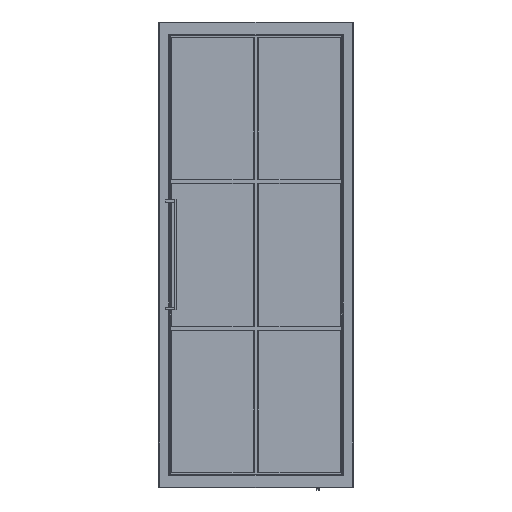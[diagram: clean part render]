
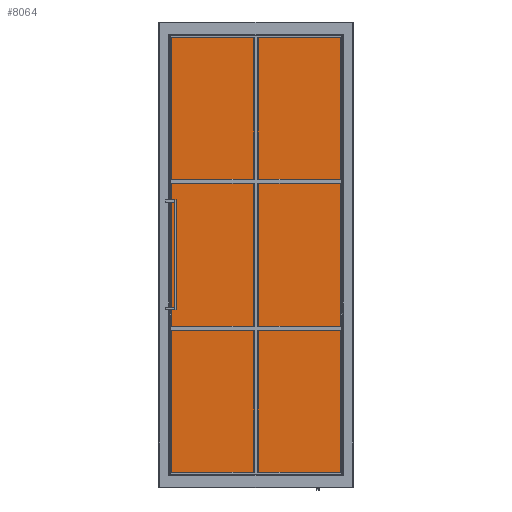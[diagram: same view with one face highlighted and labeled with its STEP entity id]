
A CAD part, top view. The second image highlights one B-rep face of the part: STEP entity #8064.
In plain terms, the highlighted planar face has unit normal (0, 0, 1).
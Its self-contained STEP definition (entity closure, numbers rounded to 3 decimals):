
#59 = EDGE_LOOP ( 'NONE', ( #4230, #2372, #6634, #1328 ) ) ;
#141 = VERTEX_POINT ( 'NONE', #5915 ) ;
#521 = VERTEX_POINT ( 'NONE', #1929 ) ;
#765 = DIRECTION ( 'NONE',  ( 0., 1., 0. ) ) ;
#954 = DIRECTION ( 'NONE',  ( -1., 0., 0. ) ) ;
#1312 = LINE ( 'NONE', #5707, #6203 ) ;
#1328 = ORIENTED_EDGE ( 'NONE', *, *, #7761, .T. ) ;
#1852 = DIRECTION ( 'NONE',  ( 1., 0., 0. ) ) ;
#1929 = CARTESIAN_POINT ( 'NONE',  ( -455.367, 525.367, 4. ) ) ;
#2198 = VERTEX_POINT ( 'NONE', #7061 ) ;
#2360 = PLANE ( 'NONE',  #4032 ) ;
#2372 = ORIENTED_EDGE ( 'NONE', *, *, #5522, .T. ) ;
#2476 = VECTOR ( 'NONE', #7494, 1000. ) ;
#3665 = CARTESIAN_POINT ( 'NONE',  ( 0., -1470.633, 4. ) ) ;
#3761 = EDGE_CURVE ( 'NONE', #521, #2198, #1312, .T. ) ;
#3896 = EDGE_CURVE ( 'NONE', #5089, #141, #4579, .T. ) ;
#4032 = AXIS2_PLACEMENT_3D ( 'NONE', #7478, #6255, #1852 ) ;
#4230 = ORIENTED_EDGE ( 'NONE', *, *, #3896, .T. ) ;
#4579 = LINE ( 'NONE', #5878, #6476 ) ;
#5089 = VERTEX_POINT ( 'NONE', #6047 ) ;
#5470 = CARTESIAN_POINT ( 'NONE',  ( 0., 525.367, 4. ) ) ;
#5522 = EDGE_CURVE ( 'NONE', #141, #521, #7767, .T. ) ;
#5707 = CARTESIAN_POINT ( 'NONE',  ( -455.367, 0., 4. ) ) ;
#5878 = CARTESIAN_POINT ( 'NONE',  ( 325.633, 0., 4. ) ) ;
#5915 = CARTESIAN_POINT ( 'NONE',  ( 325.633, 525.367, 4. ) ) ;
#6047 = CARTESIAN_POINT ( 'NONE',  ( 325.633, -1470.633, 4. ) ) ;
#6189 = LINE ( 'NONE', #3665, #2476 ) ;
#6203 = VECTOR ( 'NONE', #6430, 1000. ) ;
#6255 = DIRECTION ( 'NONE',  ( 0., 0., 1. ) ) ;
#6430 = DIRECTION ( 'NONE',  ( 0., -1., 0. ) ) ;
#6476 = VECTOR ( 'NONE', #765, 1000. ) ;
#6634 = ORIENTED_EDGE ( 'NONE', *, *, #3761, .T. ) ;
#6933 = FACE_OUTER_BOUND ( 'NONE', #59, .T. ) ;
#7061 = CARTESIAN_POINT ( 'NONE',  ( -455.367, -1470.633, 4. ) ) ;
#7321 = VECTOR ( 'NONE', #954, 1000. ) ;
#7478 = CARTESIAN_POINT ( 'NONE',  ( 0., 0., 4. ) ) ;
#7494 = DIRECTION ( 'NONE',  ( 1., 0., 0. ) ) ;
#7761 = EDGE_CURVE ( 'NONE', #2198, #5089, #6189, .T. ) ;
#7767 = LINE ( 'NONE', #5470, #7321 ) ;
#8064 = ADVANCED_FACE ( 'NONE', ( #6933 ), #2360, .T. ) ;
